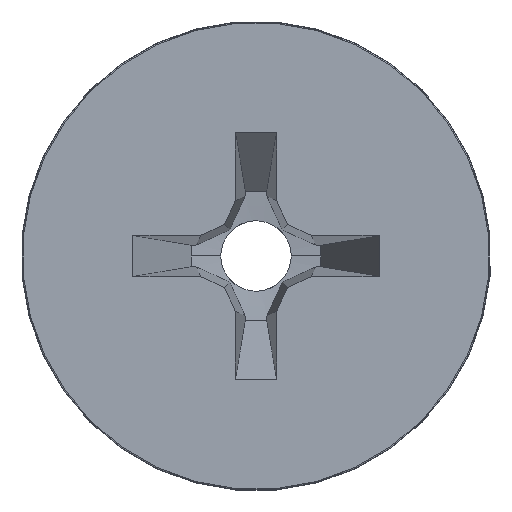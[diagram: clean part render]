
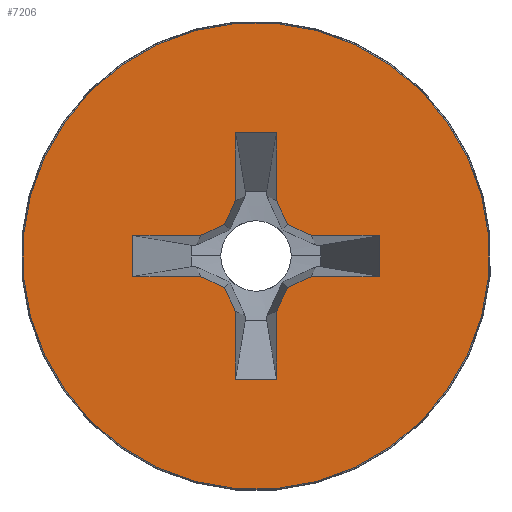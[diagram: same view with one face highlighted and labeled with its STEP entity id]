
A CAD part, left-side view. The second image highlights one B-rep face of the part: STEP entity #7206.
In plain terms, the highlighted planar face has unit normal (-1, 0, 0).
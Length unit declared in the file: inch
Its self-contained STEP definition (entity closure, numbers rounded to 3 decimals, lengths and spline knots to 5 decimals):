
#154=CARTESIAN_POINT('',(0.,0.,0.));
#155=DIRECTION('',(-1.,0.,0.));
#156=DIRECTION('',(0.,1.,0.));
#157=AXIS2_PLACEMENT_3D('',#154,#155,#156);
#159=CARTESIAN_POINT('',(0.,0.,0.));
#160=DIRECTION('',(1.,0.,0.));
#161=DIRECTION('',(0.,1.,0.));
#162=AXIS2_PLACEMENT_3D('',#159,#160,#161);
#164=DIRECTION('',(0.,-0.707,-0.707));
#165=VECTOR('',#164,0.03033);
#166=CARTESIAN_POINT('',(0.,0.07507,-0.05362));
#167=LINE('',#166,#165);
#168=DIRECTION('',(0.,0.707,-0.707));
#169=VECTOR('',#168,0.05009);
#170=CARTESIAN_POINT('',(0.,0.0182,-0.03965));
#171=LINE('',#170,#169);
#172=DIRECTION('',(0.,0.94,-0.342));
#173=VECTOR('',#172,0.01937);
#174=CARTESIAN_POINT('',(0.,0.,-0.03302));
#175=LINE('',#174,#173);
#176=DIRECTION('',(0.,0.94,0.342));
#177=VECTOR('',#176,0.01937);
#178=CARTESIAN_POINT('',(0.,-0.0182,-0.03965));
#179=LINE('',#178,#177);
#180=DIRECTION('',(0.,-0.707,-0.707));
#181=VECTOR('',#180,0.05009);
#182=CARTESIAN_POINT('',(0.,-0.0182,-0.03965));
#183=LINE('',#182,#181);
#184=DIRECTION('',(0.,0.707,-0.707));
#185=VECTOR('',#184,0.03033);
#186=CARTESIAN_POINT('',(0.,-0.07507,-0.05362));
#187=LINE('',#186,#185);
#188=DIRECTION('',(0.,-0.707,-0.707));
#189=VECTOR('',#188,0.05009);
#190=CARTESIAN_POINT('',(0.,-0.03965,-0.0182));
#191=LINE('',#190,#189);
#192=DIRECTION('',(0.,-0.342,-0.94));
#193=VECTOR('',#192,0.01937);
#194=CARTESIAN_POINT('',(0.,-0.03302,0.));
#195=LINE('',#194,#193);
#196=DIRECTION('',(0.,0.342,-0.94));
#197=VECTOR('',#196,0.01937);
#198=CARTESIAN_POINT('',(0.,-0.03965,0.0182));
#199=LINE('',#198,#197);
#200=DIRECTION('',(0.,0.707,-0.707));
#201=VECTOR('',#200,0.05009);
#202=CARTESIAN_POINT('',(0.,-0.07507,0.05362));
#203=LINE('',#202,#201);
#204=DIRECTION('',(0.,-0.707,-0.707));
#205=VECTOR('',#204,0.03033);
#206=CARTESIAN_POINT('',(0.,-0.05362,0.07507));
#207=LINE('',#206,#205);
#208=DIRECTION('',(0.,0.707,-0.707));
#209=VECTOR('',#208,0.05009);
#210=CARTESIAN_POINT('',(0.,-0.05362,0.07507));
#211=LINE('',#210,#209);
#212=DIRECTION('',(0.,-0.94,0.342));
#213=VECTOR('',#212,0.01937);
#214=CARTESIAN_POINT('',(0.,0.,0.03302));
#215=LINE('',#214,#213);
#216=DIRECTION('',(0.,-0.94,-0.342));
#217=VECTOR('',#216,0.01937);
#218=CARTESIAN_POINT('',(0.,0.0182,0.03965));
#219=LINE('',#218,#217);
#220=DIRECTION('',(0.,-0.707,-0.707));
#221=VECTOR('',#220,0.05009);
#222=CARTESIAN_POINT('',(0.,0.05362,0.07507));
#223=LINE('',#222,#221);
#224=DIRECTION('',(0.,0.707,-0.707));
#225=VECTOR('',#224,0.03033);
#226=CARTESIAN_POINT('',(0.,0.05362,0.07507));
#227=LINE('',#226,#225);
#228=DIRECTION('',(0.,-0.707,-0.707));
#229=VECTOR('',#228,0.05009);
#230=CARTESIAN_POINT('',(0.,0.07507,0.05362));
#231=LINE('',#230,#229);
#232=DIRECTION('',(0.,0.342,0.94));
#233=VECTOR('',#232,0.01937);
#234=CARTESIAN_POINT('',(0.,0.03302,0.));
#235=LINE('',#234,#233);
#236=DIRECTION('',(0.,-0.342,0.94));
#237=VECTOR('',#236,0.01937);
#238=CARTESIAN_POINT('',(0.,0.03965,-0.0182));
#239=LINE('',#238,#237);
#240=DIRECTION('',(0.,0.707,-0.707));
#241=VECTOR('',#240,0.05009);
#242=CARTESIAN_POINT('',(0.,0.03965,-0.0182));
#243=LINE('',#242,#241);
#7015=CARTESIAN_POINT('',(0.,0.07507,-0.05362));
#7016=CARTESIAN_POINT('',(0.,0.05362,-0.07507));
#7017=VERTEX_POINT('',#7015);
#7018=VERTEX_POINT('',#7016);
#7019=CARTESIAN_POINT('',(0.,0.03965,-0.0182));
#7020=VERTEX_POINT('',#7019);
#7021=CARTESIAN_POINT('',(0.,0.03302,0.));
#7022=VERTEX_POINT('',#7021);
#7023=CARTESIAN_POINT('',(0.,0.03965,0.0182));
#7024=VERTEX_POINT('',#7023);
#7025=CARTESIAN_POINT('',(0.,0.07507,0.05362));
#7026=VERTEX_POINT('',#7025);
#7027=CARTESIAN_POINT('',(0.,0.05362,0.07507));
#7028=VERTEX_POINT('',#7027);
#7029=CARTESIAN_POINT('',(0.,0.0182,0.03965));
#7030=VERTEX_POINT('',#7029);
#7031=CARTESIAN_POINT('',(0.,0.,0.03302));
#7032=VERTEX_POINT('',#7031);
#7033=CARTESIAN_POINT('',(0.,-0.0182,0.03965));
#7034=VERTEX_POINT('',#7033);
#7035=CARTESIAN_POINT('',(0.,-0.05362,0.07507));
#7036=VERTEX_POINT('',#7035);
#7037=CARTESIAN_POINT('',(0.,-0.07507,0.05362));
#7038=VERTEX_POINT('',#7037);
#7039=CARTESIAN_POINT('',(0.,-0.03965,0.0182));
#7040=VERTEX_POINT('',#7039);
#7041=CARTESIAN_POINT('',(0.,-0.03302,0.));
#7042=VERTEX_POINT('',#7041);
#7043=CARTESIAN_POINT('',(0.,-0.03965,-0.0182));
#7044=VERTEX_POINT('',#7043);
#7045=CARTESIAN_POINT('',(0.,-0.07507,-0.05362));
#7046=VERTEX_POINT('',#7045);
#7047=CARTESIAN_POINT('',(0.,-0.05362,-0.07507));
#7048=VERTEX_POINT('',#7047);
#7049=CARTESIAN_POINT('',(0.,-0.0182,-0.03965));
#7050=VERTEX_POINT('',#7049);
#7051=CARTESIAN_POINT('',(0.,0.,-0.03302));
#7052=VERTEX_POINT('',#7051);
#7053=CARTESIAN_POINT('',(0.,0.0182,-0.03965));
#7054=VERTEX_POINT('',#7053);
#7093=CARTESIAN_POINT('',(0.,0.17244,0.));
#7094=VERTEX_POINT('',#7093);
#7095=CARTESIAN_POINT('',(0.,-0.17244,0.));
#7096=VERTEX_POINT('',#7095);
#7155=CARTESIAN_POINT('',(0.,0.,0.));
#7156=DIRECTION('',(1.,0.,0.));
#7157=DIRECTION('',(0.,-1.,0.));
#7158=AXIS2_PLACEMENT_3D('',#7155,#7156,#7157);
#7159=PLANE('',#7158);
#7160=ORIENTED_EDGE('',*,*,#7134,.F.);
#7161=ORIENTED_EDGE('',*,*,#7150,.T.);
#7162=EDGE_LOOP('',(#7160,#7161));
#7163=FACE_OUTER_BOUND('',#7162,.F.);
#7165=ORIENTED_EDGE('',*,*,#7164,.T.);
#7167=ORIENTED_EDGE('',*,*,#7166,.F.);
#7169=ORIENTED_EDGE('',*,*,#7168,.F.);
#7171=ORIENTED_EDGE('',*,*,#7170,.F.);
#7173=ORIENTED_EDGE('',*,*,#7172,.T.);
#7175=ORIENTED_EDGE('',*,*,#7174,.F.);
#7177=ORIENTED_EDGE('',*,*,#7176,.F.);
#7179=ORIENTED_EDGE('',*,*,#7178,.F.);
#7181=ORIENTED_EDGE('',*,*,#7180,.F.);
#7183=ORIENTED_EDGE('',*,*,#7182,.F.);
#7185=ORIENTED_EDGE('',*,*,#7184,.F.);
#7187=ORIENTED_EDGE('',*,*,#7186,.T.);
#7189=ORIENTED_EDGE('',*,*,#7188,.F.);
#7191=ORIENTED_EDGE('',*,*,#7190,.F.);
#7193=ORIENTED_EDGE('',*,*,#7192,.F.);
#7195=ORIENTED_EDGE('',*,*,#7194,.T.);
#7197=ORIENTED_EDGE('',*,*,#7196,.T.);
#7199=ORIENTED_EDGE('',*,*,#7198,.F.);
#7201=ORIENTED_EDGE('',*,*,#7200,.F.);
#7203=ORIENTED_EDGE('',*,*,#7202,.T.);
#7204=EDGE_LOOP('',(#7165,#7167,#7169,#7171,#7173,#7175,#7177,#7179,#7181,#7183,
#7185,#7187,#7189,#7191,#7193,#7195,#7197,#7199,#7201,#7203));
#7205=FACE_BOUND('',#7204,.F.);
#158=CIRCLE('',#157,0.17244);
#163=CIRCLE('',#162,0.17244);
#7134=EDGE_CURVE('',#7094,#7096,#158,.T.);
#7150=EDGE_CURVE('',#7094,#7096,#163,.T.);
#7164=EDGE_CURVE('',#7017,#7018,#167,.T.);
#7166=EDGE_CURVE('',#7054,#7018,#171,.T.);
#7168=EDGE_CURVE('',#7052,#7054,#175,.T.);
#7170=EDGE_CURVE('',#7050,#7052,#179,.T.);
#7172=EDGE_CURVE('',#7050,#7048,#183,.T.);
#7174=EDGE_CURVE('',#7046,#7048,#187,.T.);
#7176=EDGE_CURVE('',#7044,#7046,#191,.T.);
#7178=EDGE_CURVE('',#7042,#7044,#195,.T.);
#7180=EDGE_CURVE('',#7040,#7042,#199,.T.);
#7182=EDGE_CURVE('',#7038,#7040,#203,.T.);
#7184=EDGE_CURVE('',#7036,#7038,#207,.T.);
#7186=EDGE_CURVE('',#7036,#7034,#211,.T.);
#7188=EDGE_CURVE('',#7032,#7034,#215,.T.);
#7190=EDGE_CURVE('',#7030,#7032,#219,.T.);
#7192=EDGE_CURVE('',#7028,#7030,#223,.T.);
#7194=EDGE_CURVE('',#7028,#7026,#227,.T.);
#7196=EDGE_CURVE('',#7026,#7024,#231,.T.);
#7198=EDGE_CURVE('',#7022,#7024,#235,.T.);
#7200=EDGE_CURVE('',#7020,#7022,#239,.T.);
#7202=EDGE_CURVE('',#7020,#7017,#243,.T.);
#7206=ADVANCED_FACE('',(#7163,#7205),#7159,.F.);
